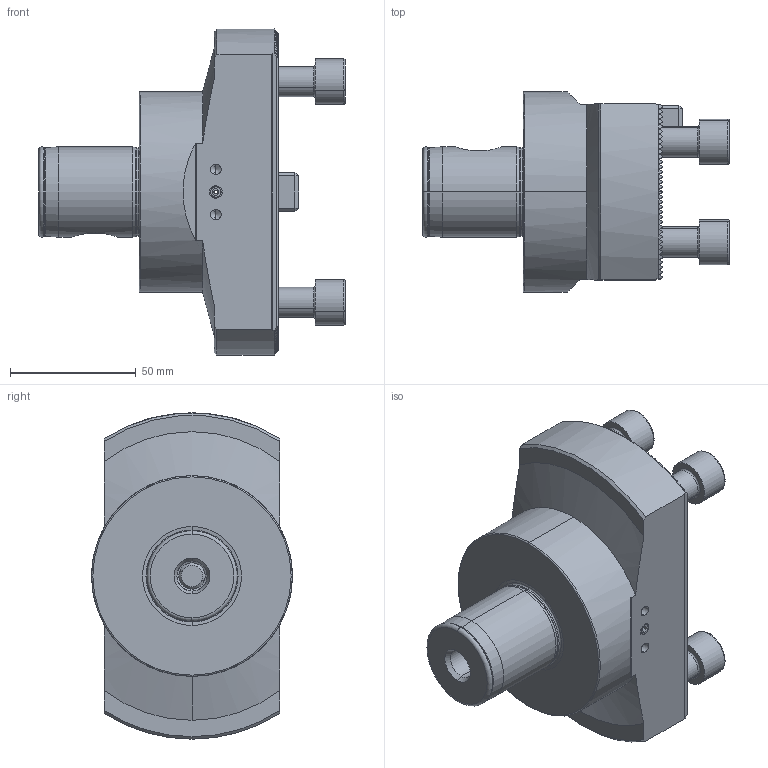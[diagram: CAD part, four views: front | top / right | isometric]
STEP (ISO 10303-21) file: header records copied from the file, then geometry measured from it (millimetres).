
FILE_DESCRIPTION (( 'STEP AP203' ), '1' );
FILE_NAME ('E54.090.130.055.STEP', '2018-03-07T09:50:28', ( 'SWIAdmin' ), ( 'Hewlett-Packard Company' ), 'SwSTEP 2.0', 'SolidWorks 2017', '' );
FILE_SCHEMA (( 'CONFIG_CONTROL_DESIGN' ));
Length unit declared in the file: millimetre
Products named in the file (7): E54.090.130.055; WH8-Ko1.K01.055_A; Ko1-ER1.001.016_A; ISO 4762 M6 x 16_PreviewCfg; ISO 4762 M12 x 25_PreviewCfg; ISO 4026 - M5 x 8_PreviewCfg; DIN 908 - M12x1.5
Assembly tree (10 placements, depth 2):
  E54.090.130.055
    WH8-Ko1.K01.055_A
    Ko1-ER1.001.016_A
    ISO 4762 M6 x 16_PreviewCfg
    ISO 4762 M12 x 25_PreviewCfg  x4
    ISO 4026 - M5 x 8_PreviewCfg  x2
    DIN 908 - M12x1.5
Bounding box: 122.11 x 80 x 130 mm (x, y, z)
Volume: 403237.1 mm3; surface area: 67083.7 mm2
Topology: 10 solids, 10 shells, 825 faces, 2220 edges, 1399 vertices
Faces by surface type: plane 474, cylinder 191, cone 122, torus 38
Entity records: 26001 total; most frequent: CARTESIAN_POINT 7724, ORIENTED_EDGE 3952, DIRECTION 3264, EDGE_CURVE 1976, VERTEX_POINT 1276, AXIS2_PLACEMENT_3D 1222, LINE 820, VECTOR 820
